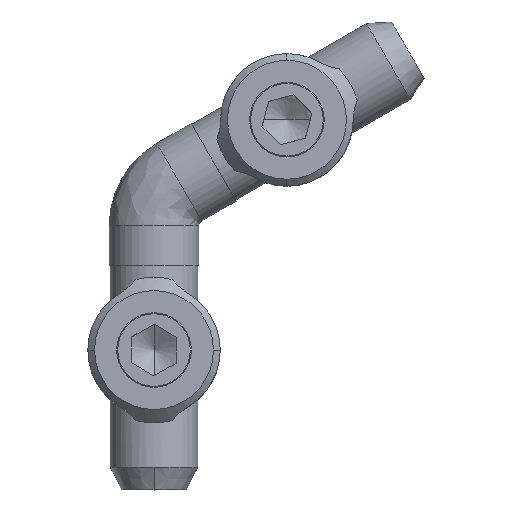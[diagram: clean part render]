
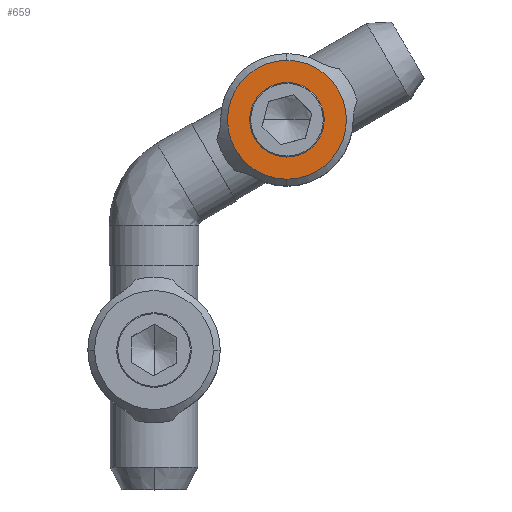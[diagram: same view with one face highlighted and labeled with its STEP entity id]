
A CAD part, top view. The second image highlights one B-rep face of the part: STEP entity #659.
In plain terms, the highlighted planar face has unit normal (0, 0, 1).
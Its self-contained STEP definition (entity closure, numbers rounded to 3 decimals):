
#40 = DIRECTION ( 'NONE',  ( 0., 1., 0. ) ) ;
#342 = ORIENTED_EDGE ( 'NONE', *, *, #1256, .T. ) ;
#362 = AXIS2_PLACEMENT_3D ( 'NONE', #1211, #3442, #1171 ) ;
#446 = DIRECTION ( 'NONE',  ( 1., 0., 0. ) ) ;
#566 = DIRECTION ( 'NONE',  ( 0., 0., -1. ) ) ;
#659 = ADVANCED_FACE ( 'NONE', ( #1143, #2789 ), #1089, .F. ) ;
#735 = DIRECTION ( 'NONE',  ( 0., 0., -1. ) ) ;
#806 = CARTESIAN_POINT ( 'NONE',  ( 1.808, 12.122, 12.35 ) ) ;
#1089 = PLANE ( 'NONE',  #1965 ) ;
#1142 = ORIENTED_EDGE ( 'NONE', *, *, #2093, .F. ) ;
#1143 = FACE_BOUND ( 'NONE', #2041, .T. ) ;
#1171 = DIRECTION ( 'NONE',  ( 1., 0., 0. ) ) ;
#1211 = CARTESIAN_POINT ( 'NONE',  ( 1.808, 12.122, 12.35 ) ) ;
#1256 = EDGE_CURVE ( 'NONE', #2807, #1777, #3522, .T. ) ;
#1377 = CARTESIAN_POINT ( 'NONE',  ( -1.517, 12.122, 12.35 ) ) ;
#1384 = ORIENTED_EDGE ( 'NONE', *, *, #2538, .T. ) ;
#1418 = CARTESIAN_POINT ( 'NONE',  ( 1.808, 12.122, 12.35 ) ) ;
#1553 = AXIS2_PLACEMENT_3D ( 'NONE', #1722, #566, #40 ) ;
#1671 = CARTESIAN_POINT ( 'NONE',  ( 1.808, 12.122, 12.35 ) ) ;
#1686 = CARTESIAN_POINT ( 'NONE',  ( 1.808, 17.422, 12.35 ) ) ;
#1722 = CARTESIAN_POINT ( 'NONE',  ( 1.808, 12.122, 12.35 ) ) ;
#1728 = CIRCLE ( 'NONE', #362, 3.325 ) ;
#1777 = VERTEX_POINT ( 'NONE', #1377 ) ;
#1965 = AXIS2_PLACEMENT_3D ( 'NONE', #1418, #3092, #2584 ) ;
#2024 = CIRCLE ( 'NONE', #2270, 5.3 ) ;
#2041 = EDGE_LOOP ( 'NONE', ( #342, #1384 ) ) ;
#2093 = EDGE_CURVE ( 'NONE', #3606, #2843, #2688, .T. ) ;
#2270 = AXIS2_PLACEMENT_3D ( 'NONE', #1671, #3057, #2778 ) ;
#2275 = CARTESIAN_POINT ( 'NONE',  ( 5.133, 12.122, 12.35 ) ) ;
#2538 = EDGE_CURVE ( 'NONE', #1777, #2807, #1728, .T. ) ;
#2584 = DIRECTION ( 'NONE',  ( -1., 0., 0. ) ) ;
#2688 = CIRCLE ( 'NONE', #1553, 5.3 ) ;
#2778 = DIRECTION ( 'NONE',  ( 0., 1., 0. ) ) ;
#2789 = FACE_OUTER_BOUND ( 'NONE', #2955, .T. ) ;
#2807 = VERTEX_POINT ( 'NONE', #2275 ) ;
#2843 = VERTEX_POINT ( 'NONE', #1686 ) ;
#2955 = EDGE_LOOP ( 'NONE', ( #3432, #1142 ) ) ;
#3032 = EDGE_CURVE ( 'NONE', #2843, #3606, #2024, .T. ) ;
#3057 = DIRECTION ( 'NONE',  ( 0., 0., -1. ) ) ;
#3092 = DIRECTION ( 'NONE',  ( 0., 0., -1. ) ) ;
#3173 = AXIS2_PLACEMENT_3D ( 'NONE', #806, #735, #446 ) ;
#3432 = ORIENTED_EDGE ( 'NONE', *, *, #3032, .F. ) ;
#3442 = DIRECTION ( 'NONE',  ( 0., 0., -1. ) ) ;
#3522 = CIRCLE ( 'NONE', #3173, 3.325 ) ;
#3601 = CARTESIAN_POINT ( 'NONE',  ( 1.808, 6.822, 12.35 ) ) ;
#3606 = VERTEX_POINT ( 'NONE', #3601 ) ;
